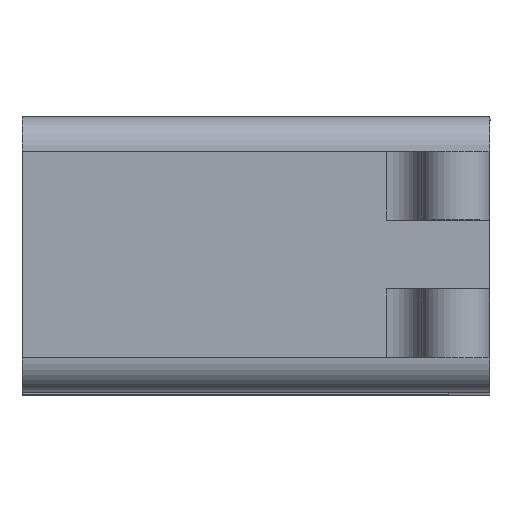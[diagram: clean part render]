
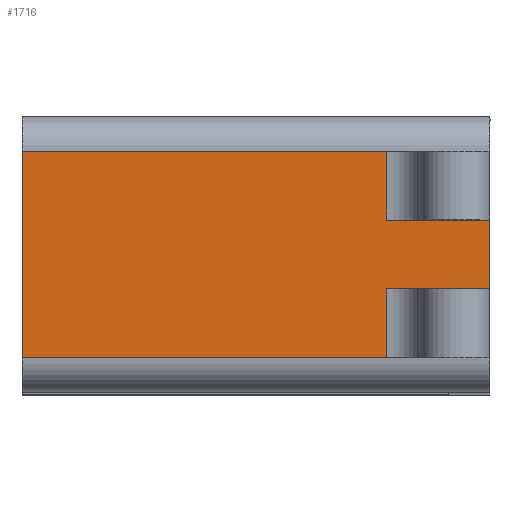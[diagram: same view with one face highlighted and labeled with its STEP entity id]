
A CAD part, top view. The second image highlights one B-rep face of the part: STEP entity #1716.
In plain terms, the highlighted planar face has unit normal (0, 0, 1).
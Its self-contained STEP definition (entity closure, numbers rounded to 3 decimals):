
#99=PLANE('',#1870);
#142=FACE_OUTER_BOUND('',#249,.T.);
#249=EDGE_LOOP('',(#1266,#1267,#1268,#1269,#1270,#1271,#1272,#1273));
#375=LINE('',#2605,#513);
#396=LINE('',#2715,#534);
#397=LINE('',#2719,#535);
#399=LINE('',#2724,#537);
#400=LINE('',#2725,#538);
#401=LINE('',#2727,#539);
#402=LINE('',#2729,#540);
#403=LINE('',#2730,#541);
#513=VECTOR('',#2071,10.);
#534=VECTOR('',#2166,10.);
#535=VECTOR('',#2171,10.);
#537=VECTOR('',#2177,10.);
#538=VECTOR('',#2178,10.);
#539=VECTOR('',#2179,10.);
#540=VECTOR('',#2180,10.);
#541=VECTOR('',#2181,10.);
#759=VERTEX_POINT('',#2602);
#760=VERTEX_POINT('',#2604);
#811=VERTEX_POINT('',#2712);
#812=VERTEX_POINT('',#2714);
#813=VERTEX_POINT('',#2718);
#814=VERTEX_POINT('',#2723);
#815=VERTEX_POINT('',#2726);
#816=VERTEX_POINT('',#2728);
#929=EDGE_CURVE('',#759,#760,#375,.T.);
#984=EDGE_CURVE('',#811,#812,#396,.T.);
#986=EDGE_CURVE('',#812,#813,#397,.T.);
#989=EDGE_CURVE('',#814,#811,#399,.T.);
#990=EDGE_CURVE('',#760,#814,#400,.T.);
#991=EDGE_CURVE('',#815,#759,#401,.T.);
#992=EDGE_CURVE('',#816,#815,#402,.T.);
#993=EDGE_CURVE('',#813,#816,#403,.T.);
#1266=ORIENTED_EDGE('',*,*,#984,.F.);
#1267=ORIENTED_EDGE('',*,*,#989,.F.);
#1268=ORIENTED_EDGE('',*,*,#990,.F.);
#1269=ORIENTED_EDGE('',*,*,#929,.F.);
#1270=ORIENTED_EDGE('',*,*,#991,.F.);
#1271=ORIENTED_EDGE('',*,*,#992,.F.);
#1272=ORIENTED_EDGE('',*,*,#993,.F.);
#1273=ORIENTED_EDGE('',*,*,#986,.F.);
#1716=ADVANCED_FACE('',(#142),#99,.T.);
#1870=AXIS2_PLACEMENT_3D('',#2722,#2175,#2176);
#2071=DIRECTION('',(0.,-1.,0.));
#2166=DIRECTION('',(-1.,0.,0.));
#2171=DIRECTION('',(0.,1.,0.));
#2175=DIRECTION('center_axis',(0.,0.,1.));
#2176=DIRECTION('ref_axis',(1.,0.,0.));
#2177=DIRECTION('',(0.,-1.,0.));
#2178=DIRECTION('',(-1.,0.,0.));
#2179=DIRECTION('',(1.,0.,0.));
#2180=DIRECTION('',(0.,-1.,0.));
#2181=DIRECTION('',(1.,0.,0.));
#2602=CARTESIAN_POINT('',(67.2,65.5,15.3));
#2604=CARTESIAN_POINT('',(67.2,55.5,15.3));
#2605=CARTESIAN_POINT('',(67.2,50.5,15.3));
#2712=CARTESIAN_POINT('',(52.2,45.5,15.3));
#2714=CARTESIAN_POINT('',(-0.8,45.5,15.3));
#2715=CARTESIAN_POINT('',(16.2,45.5,15.3));
#2718=CARTESIAN_POINT('',(-0.8,75.5,15.3));
#2719=CARTESIAN_POINT('',(-0.8,40.5,15.3));
#2722=CARTESIAN_POINT('Origin',(-0.8,40.5,15.3));
#2723=CARTESIAN_POINT('',(52.2,55.5,15.3));
#2724=CARTESIAN_POINT('',(52.2,40.5,15.3));
#2725=CARTESIAN_POINT('',(67.2,55.5,15.3));
#2726=CARTESIAN_POINT('',(52.2,65.5,15.3));
#2727=CARTESIAN_POINT('',(57.2,65.5,15.3));
#2728=CARTESIAN_POINT('',(52.2,75.5,15.3));
#2729=CARTESIAN_POINT('',(52.2,40.5,15.3));
#2730=CARTESIAN_POINT('',(16.2,75.5,15.3));
